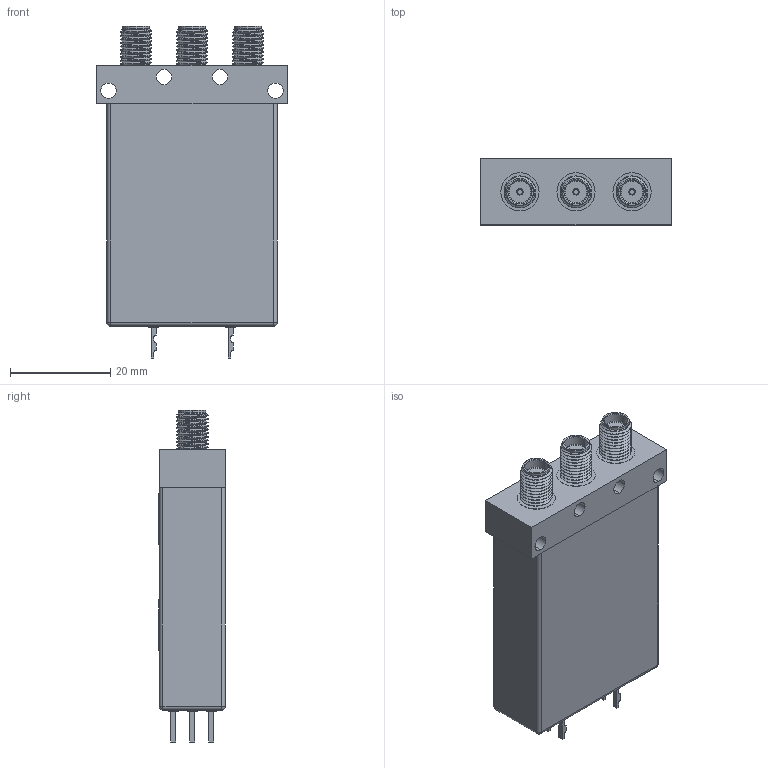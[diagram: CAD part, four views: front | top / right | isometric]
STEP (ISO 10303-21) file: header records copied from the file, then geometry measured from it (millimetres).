
FILE_DESCRIPTION (( 'STEP AP203' ), '1' );
FILE_NAME ('PE71S6437.step', '2020-10-16T22:31:31', ( '' ), ( '' ), 'SwSTEP 2.0', 'SolidWorks 2018', '' );
FILE_SCHEMA (( 'CONFIG_CONTROL_DESIGN' ));
Length unit declared in the file: inch
Products named in the file (1): PE71S6437
Bounding box: 38.1 x 13.31 x 66.24 mm (x, y, z)
Volume: 23977 mm3; surface area: 8230.2 mm2
Topology: 3 solids, 3 shells, 625 faces, 1653 edges, 1086 vertices
Faces by surface type: plane 359, cylinder 138, bspline 97, cone 27, sphere 4
Entity records: 26133 total; most frequent: CARTESIAN_POINT 11470, ORIENTED_EDGE 3298, DIRECTION 2555, EDGE_CURVE 1649, LINE 1137, VECTOR 1137, VERTEX_POINT 1086, AXIS2_PLACEMENT_3D 709
